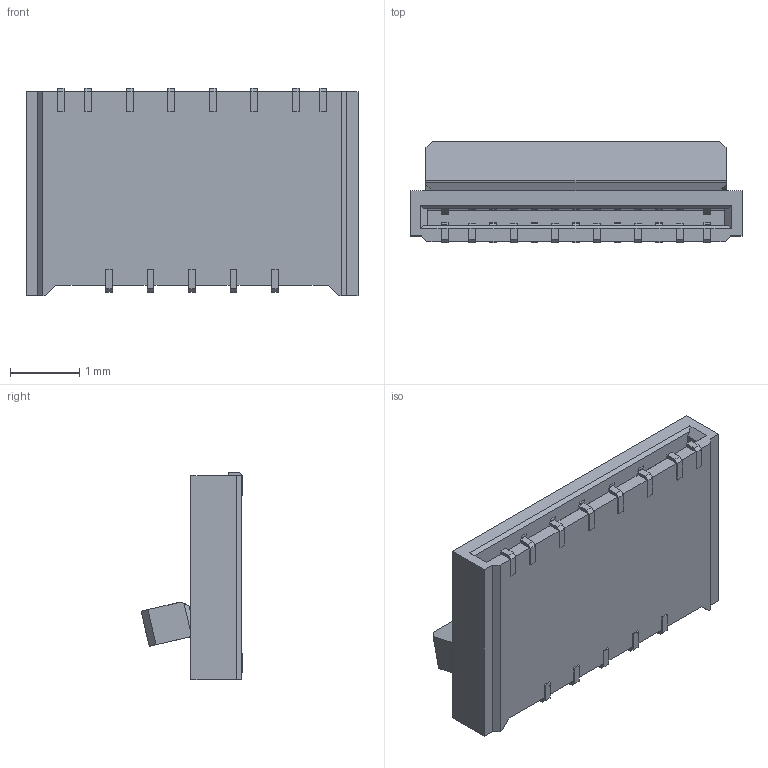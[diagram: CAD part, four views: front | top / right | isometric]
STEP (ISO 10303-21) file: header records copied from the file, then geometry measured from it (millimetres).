
FILE_DESCRIPTION((''),'2;1');
FILE_NAME('5047541100','2019-04-10T',('gga'),(''),'PRO/ENGINEER BY PARAMETRIC TECHNOLOGY CORPORATION, 2016010','PRO/ENGINEER BY PARAMETRIC TECHNOLOGY CORPORATION, 2016010','');
FILE_SCHEMA(('CONFIG_CONTROL_DESIGN'));
Length unit declared in the file: millimetre
Products named in the file (1): 5047541100
Bounding box: 4.8 x 1.47 x 3 mm (x, y, z)
Volume: 8.3 mm3; surface area: 68.2 mm2
Topology: 1 solids, 1 shells, 556 faces, 1690 edges, 1138 vertices
Faces by surface type: plane 451, cylinder 105
Entity records: 18729 total; most frequent: CARTESIAN_POINT 3338, ORIENTED_EDGE 3276, DIRECTION 3012, EDGE_CURVE 1638, VECTOR 1478, LINE 1478, VERTEX_POINT 1086, AXIS2_PLACEMENT_3D 767
